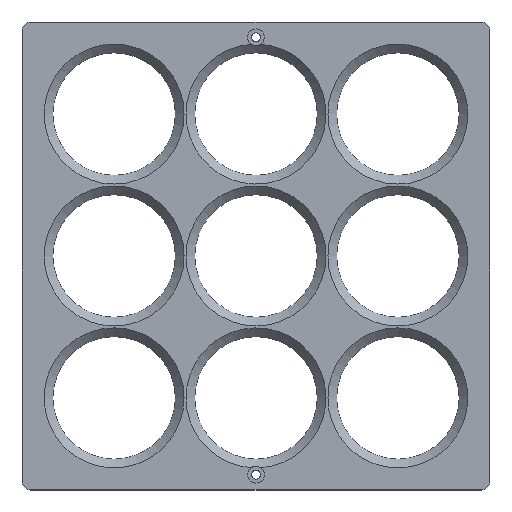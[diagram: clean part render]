
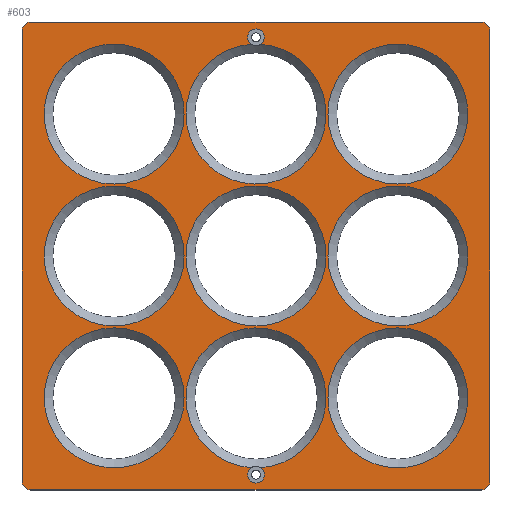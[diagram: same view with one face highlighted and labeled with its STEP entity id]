
A CAD part, top view. The second image highlights one B-rep face of the part: STEP entity #603.
In plain terms, the highlighted planar face has unit normal (0, 0, 1).
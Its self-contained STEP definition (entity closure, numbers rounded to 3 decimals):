
#34=FACE_BOUND('',#100,.T.);
#35=FACE_BOUND('',#101,.T.);
#36=FACE_BOUND('',#102,.T.);
#37=FACE_BOUND('',#103,.T.);
#38=FACE_BOUND('',#104,.T.);
#39=FACE_BOUND('',#105,.T.);
#40=FACE_BOUND('',#106,.T.);
#41=FACE_BOUND('',#107,.T.);
#42=FACE_BOUND('',#108,.T.);
#56=PLANE('',#653);
#65=FACE_OUTER_BOUND('',#99,.T.);
#99=EDGE_LOOP('',(#423,#424,#425,#426,#427,#428,#429,#430));
#100=EDGE_LOOP('',(#431));
#101=EDGE_LOOP('',(#432));
#102=EDGE_LOOP('',(#433,#434,#435,#436));
#103=EDGE_LOOP('',(#437));
#104=EDGE_LOOP('',(#438));
#105=EDGE_LOOP('',(#439));
#106=EDGE_LOOP('',(#440));
#107=EDGE_LOOP('',(#441,#442,#443,#444));
#108=EDGE_LOOP('',(#445));
#155=LINE('',#945,#193);
#156=LINE('',#949,#194);
#157=LINE('',#953,#195);
#158=LINE('',#956,#196);
#193=VECTOR('',#744,10.);
#194=VECTOR('',#747,10.);
#195=VECTOR('',#750,10.);
#196=VECTOR('',#753,10.);
#230=CIRCLE('',#651,24.);
#232=CIRCLE('',#654,3.);
#233=CIRCLE('',#655,3.);
#234=CIRCLE('',#656,3.);
#235=CIRCLE('',#657,3.);
#236=CIRCLE('',#658,24.);
#237=CIRCLE('',#659,24.);
#238=CIRCLE('',#660,24.);
#239=CIRCLE('',#661,2.875);
#240=CIRCLE('',#662,2.875);
#241=CIRCLE('',#663,24.);
#242=CIRCLE('',#664,24.);
#243=CIRCLE('',#665,24.);
#244=CIRCLE('',#666,24.);
#245=CIRCLE('',#667,24.);
#246=CIRCLE('',#668,24.);
#247=CIRCLE('',#669,2.875);
#248=CIRCLE('',#670,2.875);
#249=CIRCLE('',#671,24.);
#277=VERTEX_POINT('',#935);
#279=VERTEX_POINT('',#941);
#280=VERTEX_POINT('',#942);
#281=VERTEX_POINT('',#944);
#282=VERTEX_POINT('',#946);
#283=VERTEX_POINT('',#948);
#284=VERTEX_POINT('',#950);
#285=VERTEX_POINT('',#952);
#286=VERTEX_POINT('',#954);
#287=VERTEX_POINT('',#957);
#288=VERTEX_POINT('',#959);
#289=VERTEX_POINT('',#961);
#290=VERTEX_POINT('',#962);
#291=VERTEX_POINT('',#964);
#292=VERTEX_POINT('',#966);
#293=VERTEX_POINT('',#969);
#294=VERTEX_POINT('',#971);
#295=VERTEX_POINT('',#973);
#296=VERTEX_POINT('',#975);
#297=VERTEX_POINT('',#977);
#298=VERTEX_POINT('',#978);
#299=VERTEX_POINT('',#980);
#300=VERTEX_POINT('',#982);
#332=EDGE_CURVE('',#277,#277,#230,.T.);
#335=EDGE_CURVE('',#279,#280,#232,.T.);
#336=EDGE_CURVE('',#281,#279,#155,.T.);
#337=EDGE_CURVE('',#282,#281,#233,.T.);
#338=EDGE_CURVE('',#283,#282,#156,.T.);
#339=EDGE_CURVE('',#284,#283,#234,.T.);
#340=EDGE_CURVE('',#285,#284,#157,.T.);
#341=EDGE_CURVE('',#286,#285,#235,.T.);
#342=EDGE_CURVE('',#286,#280,#158,.T.);
#343=EDGE_CURVE('',#287,#287,#236,.T.);
#344=EDGE_CURVE('',#288,#288,#237,.T.);
#345=EDGE_CURVE('',#289,#290,#238,.T.);
#346=EDGE_CURVE('',#289,#291,#239,.T.);
#347=EDGE_CURVE('',#291,#292,#240,.T.);
#348=EDGE_CURVE('',#290,#292,#241,.T.);
#349=EDGE_CURVE('',#293,#293,#242,.T.);
#350=EDGE_CURVE('',#294,#294,#243,.T.);
#351=EDGE_CURVE('',#295,#295,#244,.T.);
#352=EDGE_CURVE('',#296,#296,#245,.T.);
#353=EDGE_CURVE('',#297,#298,#246,.T.);
#354=EDGE_CURVE('',#297,#299,#247,.T.);
#355=EDGE_CURVE('',#299,#300,#248,.T.);
#356=EDGE_CURVE('',#298,#300,#249,.T.);
#423=ORIENTED_EDGE('',*,*,#335,.F.);
#424=ORIENTED_EDGE('',*,*,#336,.F.);
#425=ORIENTED_EDGE('',*,*,#337,.F.);
#426=ORIENTED_EDGE('',*,*,#338,.F.);
#427=ORIENTED_EDGE('',*,*,#339,.F.);
#428=ORIENTED_EDGE('',*,*,#340,.F.);
#429=ORIENTED_EDGE('',*,*,#341,.F.);
#430=ORIENTED_EDGE('',*,*,#342,.T.);
#431=ORIENTED_EDGE('',*,*,#343,.F.);
#432=ORIENTED_EDGE('',*,*,#344,.F.);
#433=ORIENTED_EDGE('',*,*,#345,.F.);
#434=ORIENTED_EDGE('',*,*,#346,.T.);
#435=ORIENTED_EDGE('',*,*,#347,.T.);
#436=ORIENTED_EDGE('',*,*,#348,.F.);
#437=ORIENTED_EDGE('',*,*,#349,.F.);
#438=ORIENTED_EDGE('',*,*,#350,.F.);
#439=ORIENTED_EDGE('',*,*,#351,.F.);
#440=ORIENTED_EDGE('',*,*,#352,.F.);
#441=ORIENTED_EDGE('',*,*,#353,.F.);
#442=ORIENTED_EDGE('',*,*,#354,.T.);
#443=ORIENTED_EDGE('',*,*,#355,.T.);
#444=ORIENTED_EDGE('',*,*,#356,.F.);
#445=ORIENTED_EDGE('',*,*,#332,.F.);
#603=ADVANCED_FACE('',(#65,#34,#35,#36,#37,#38,#39,#40,#41,#42),#56,.T.);
#651=AXIS2_PLACEMENT_3D('',#936,#735,#736);
#653=AXIS2_PLACEMENT_3D('',#940,#740,#741);
#654=AXIS2_PLACEMENT_3D('',#943,#742,#743);
#655=AXIS2_PLACEMENT_3D('',#947,#745,#746);
#656=AXIS2_PLACEMENT_3D('',#951,#748,#749);
#657=AXIS2_PLACEMENT_3D('',#955,#751,#752);
#658=AXIS2_PLACEMENT_3D('',#958,#754,#755);
#659=AXIS2_PLACEMENT_3D('',#960,#756,#757);
#660=AXIS2_PLACEMENT_3D('',#963,#758,#759);
#661=AXIS2_PLACEMENT_3D('',#965,#760,#761);
#662=AXIS2_PLACEMENT_3D('',#967,#762,#763);
#663=AXIS2_PLACEMENT_3D('',#968,#764,#765);
#664=AXIS2_PLACEMENT_3D('',#970,#766,#767);
#665=AXIS2_PLACEMENT_3D('',#972,#768,#769);
#666=AXIS2_PLACEMENT_3D('',#974,#770,#771);
#667=AXIS2_PLACEMENT_3D('',#976,#772,#773);
#668=AXIS2_PLACEMENT_3D('',#979,#774,#775);
#669=AXIS2_PLACEMENT_3D('',#981,#776,#777);
#670=AXIS2_PLACEMENT_3D('',#983,#778,#779);
#671=AXIS2_PLACEMENT_3D('',#984,#780,#781);
#735=DIRECTION('center_axis',(0.,0.,1.));
#736=DIRECTION('ref_axis',(1.,0.,0.));
#740=DIRECTION('center_axis',(0.,0.,1.));
#741=DIRECTION('ref_axis',(1.,0.,0.));
#742=DIRECTION('center_axis',(0.,0.,-1.));
#743=DIRECTION('ref_axis',(0.707,0.707,0.));
#744=DIRECTION('',(1.,0.,0.));
#745=DIRECTION('center_axis',(0.,0.,-1.));
#746=DIRECTION('ref_axis',(-0.707,0.707,0.));
#747=DIRECTION('',(0.,1.,0.));
#748=DIRECTION('center_axis',(0.,0.,-1.));
#749=DIRECTION('ref_axis',(-0.707,-0.707,0.));
#750=DIRECTION('',(-1.,0.,0.));
#751=DIRECTION('center_axis',(0.,0.,-1.));
#752=DIRECTION('ref_axis',(0.707,-0.707,0.));
#753=DIRECTION('',(0.,1.,0.));
#754=DIRECTION('center_axis',(0.,0.,1.));
#755=DIRECTION('ref_axis',(1.,0.,0.));
#756=DIRECTION('center_axis',(0.,0.,1.));
#757=DIRECTION('ref_axis',(1.,0.,0.));
#758=DIRECTION('center_axis',(0.,0.,1.));
#759=DIRECTION('ref_axis',(1.,0.,0.));
#760=DIRECTION('center_axis',(0.,0.,-1.));
#761=DIRECTION('ref_axis',(-1.,0.,0.));
#762=DIRECTION('center_axis',(0.,0.,-1.));
#763=DIRECTION('ref_axis',(-1.,0.,0.));
#764=DIRECTION('center_axis',(0.,0.,1.));
#765=DIRECTION('ref_axis',(1.,0.,0.));
#766=DIRECTION('center_axis',(0.,0.,1.));
#767=DIRECTION('ref_axis',(1.,0.,0.));
#768=DIRECTION('center_axis',(0.,0.,1.));
#769=DIRECTION('ref_axis',(1.,0.,0.));
#770=DIRECTION('center_axis',(0.,0.,1.));
#771=DIRECTION('ref_axis',(1.,0.,0.));
#772=DIRECTION('center_axis',(0.,0.,1.));
#773=DIRECTION('ref_axis',(1.,0.,0.));
#774=DIRECTION('center_axis',(0.,0.,1.));
#775=DIRECTION('ref_axis',(1.,0.,0.));
#776=DIRECTION('center_axis',(0.,0.,-1.));
#777=DIRECTION('ref_axis',(1.,0.,0.));
#778=DIRECTION('center_axis',(0.,0.,-1.));
#779=DIRECTION('ref_axis',(1.,0.,0.));
#780=DIRECTION('center_axis',(0.,0.,1.));
#781=DIRECTION('ref_axis',(1.,0.,0.));
#935=CARTESIAN_POINT('',(24.667,-48.667,6.));
#936=CARTESIAN_POINT('Origin',(48.667,-48.667,6.));
#940=CARTESIAN_POINT('Origin',(0.,0.,6.));
#941=CARTESIAN_POINT('',(77.25,80.25,6.));
#942=CARTESIAN_POINT('',(80.25,77.25,6.));
#943=CARTESIAN_POINT('Origin',(77.25,77.25,6.));
#944=CARTESIAN_POINT('',(-77.25,80.25,6.));
#945=CARTESIAN_POINT('',(73.,80.25,6.));
#946=CARTESIAN_POINT('',(-80.25,77.25,6.));
#947=CARTESIAN_POINT('Origin',(-77.25,77.25,6.));
#948=CARTESIAN_POINT('',(-80.25,-77.25,6.));
#949=CARTESIAN_POINT('',(-80.25,73.,6.));
#950=CARTESIAN_POINT('',(-77.25,-80.25,6.));
#951=CARTESIAN_POINT('Origin',(-77.25,-77.25,6.));
#952=CARTESIAN_POINT('',(77.25,-80.25,6.));
#953=CARTESIAN_POINT('',(73.,-80.25,6.));
#954=CARTESIAN_POINT('',(80.25,-77.25,6.));
#955=CARTESIAN_POINT('Origin',(77.25,-77.25,6.));
#956=CARTESIAN_POINT('',(80.25,73.,6.));
#957=CARTESIAN_POINT('',(-72.667,-48.667,6.));
#958=CARTESIAN_POINT('Origin',(-48.667,-48.667,6.));
#959=CARTESIAN_POINT('',(-72.667,48.667,6.));
#960=CARTESIAN_POINT('Origin',(-48.667,48.667,6.));
#961=CARTESIAN_POINT('',(-1.603,72.613,6.));
#962=CARTESIAN_POINT('',(-24.,48.667,6.));
#963=CARTESIAN_POINT('Origin',(0.,48.667,6.));
#964=CARTESIAN_POINT('',(2.875,75.,6.));
#965=CARTESIAN_POINT('Origin',(0.,75.,6.));
#966=CARTESIAN_POINT('',(1.603,72.613,6.));
#967=CARTESIAN_POINT('Origin',(0.,75.,6.));
#968=CARTESIAN_POINT('Origin',(0.,48.667,6.));
#969=CARTESIAN_POINT('',(24.667,0.,6.));
#970=CARTESIAN_POINT('Origin',(48.667,0.,6.));
#971=CARTESIAN_POINT('',(24.667,48.667,6.));
#972=CARTESIAN_POINT('Origin',(48.667,48.667,6.));
#973=CARTESIAN_POINT('',(-24.,0.,6.));
#974=CARTESIAN_POINT('Origin',(0.,0.,6.));
#975=CARTESIAN_POINT('',(-72.667,0.,6.));
#976=CARTESIAN_POINT('Origin',(-48.667,0.,6.));
#977=CARTESIAN_POINT('',(1.603,-72.613,6.));
#978=CARTESIAN_POINT('',(-24.,-48.667,6.));
#979=CARTESIAN_POINT('Origin',(0.,-48.667,6.));
#980=CARTESIAN_POINT('',(-2.875,-75.,6.));
#981=CARTESIAN_POINT('Origin',(0.,-75.,
6.));
#982=CARTESIAN_POINT('',(-1.603,-72.613,6.));
#983=CARTESIAN_POINT('Origin',(0.,-75.,
6.));
#984=CARTESIAN_POINT('Origin',(0.,-48.667,6.));
